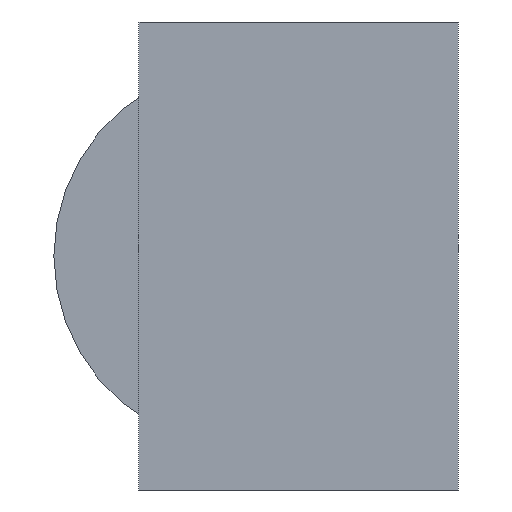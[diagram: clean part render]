
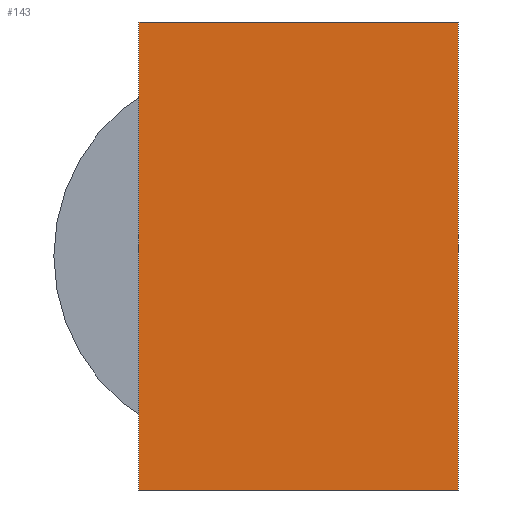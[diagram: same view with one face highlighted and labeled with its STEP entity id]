
A CAD part, left-side view. The second image highlights one B-rep face of the part: STEP entity #143.
In plain terms, the highlighted planar face has unit normal (-1, 0, 0).
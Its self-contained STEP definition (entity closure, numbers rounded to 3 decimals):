
#29=PLANE('',#182);
#38=FACE_OUTER_BOUND('',#47,.T.);
#47=EDGE_LOOP('',(#118,#119,#120,#121));
#58=LINE('',#258,#71);
#59=LINE('',#261,#72);
#60=LINE('',#263,#73);
#61=LINE('',#264,#74);
#71=VECTOR('',#215,10.);
#72=VECTOR('',#218,10.);
#73=VECTOR('',#219,10.);
#74=VECTOR('',#220,10.);
#85=VERTEX_POINT('',#254);
#86=VERTEX_POINT('',#256);
#87=VERTEX_POINT('',#260);
#88=VERTEX_POINT('',#262);
#98=EDGE_CURVE('',#85,#86,#58,.T.);
#99=EDGE_CURVE('',#85,#87,#59,.T.);
#100=EDGE_CURVE('',#88,#86,#60,.T.);
#101=EDGE_CURVE('',#87,#88,#61,.T.);
#118=ORIENTED_EDGE('',*,*,#99,.F.);
#119=ORIENTED_EDGE('',*,*,#98,.T.);
#120=ORIENTED_EDGE('',*,*,#100,.F.);
#121=ORIENTED_EDGE('',*,*,#101,.F.);
#143=ADVANCED_FACE('',(#38),#29,.T.);
#182=AXIS2_PLACEMENT_3D('',#259,#216,#217);
#215=DIRECTION('',(0.,1.,0.));
#216=DIRECTION('center_axis',(-1.,0.,0.));
#217=DIRECTION('ref_axis',(0.,0.,1.));
#218=DIRECTION('',(0.,0.,-1.));
#219=DIRECTION('',(0.,0.,1.));
#220=DIRECTION('',(0.,1.,0.));
#254=CARTESIAN_POINT('',(-39.,0.,11.));
#256=CARTESIAN_POINT('',(-39.,15.,11.));
#258=CARTESIAN_POINT('',(-39.,0.,11.));
#259=CARTESIAN_POINT('Origin',(-39.,0.,-11.));
#260=CARTESIAN_POINT('',(-39.,0.,-11.));
#261=CARTESIAN_POINT('',(-39.,0.,11.));
#262=CARTESIAN_POINT('',(-39.,15.,-11.));
#263=CARTESIAN_POINT('',(-39.,15.,11.));
#264=CARTESIAN_POINT('',(-39.,0.,-11.));
